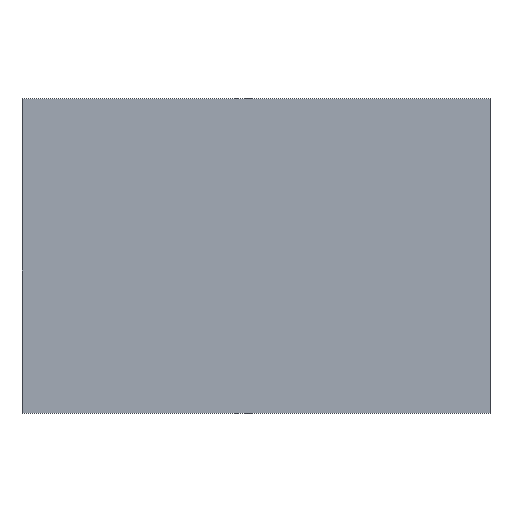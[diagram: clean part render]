
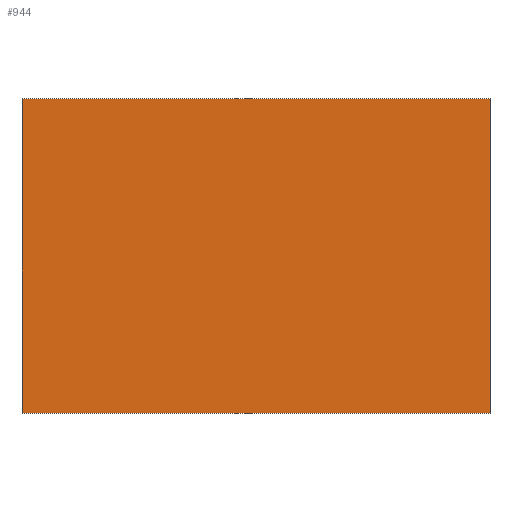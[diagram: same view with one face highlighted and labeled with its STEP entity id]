
A CAD part, top view. The second image highlights one B-rep face of the part: STEP entity #944.
In plain terms, the highlighted planar face has unit normal (0, 0, 1).
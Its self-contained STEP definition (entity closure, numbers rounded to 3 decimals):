
#111 = LINE ( 'NONE', #501, #1359 ) ;
#139 = EDGE_CURVE ( 'NONE', #792, #828, #111, .T. ) ;
#182 = VECTOR ( 'NONE', #954, 1000. ) ;
#187 = EDGE_CURVE ( 'NONE', #397, #792, #1534, .T. ) ;
#397 = VERTEX_POINT ( 'NONE', #967 ) ;
#432 = ORIENTED_EDGE ( 'NONE', *, *, #139, .T. ) ;
#501 = CARTESIAN_POINT ( 'NONE',  ( -1274.427, -682.194, 20. ) ) ;
#533 = DIRECTION ( 'NONE',  ( 0., -1., 0. ) ) ;
#636 = LINE ( 'NONE', #2613, #2051 ) ;
#773 = AXIS2_PLACEMENT_3D ( 'NONE', #838, #1667, #2084 ) ;
#792 = VERTEX_POINT ( 'NONE', #2546 ) ;
#828 = VERTEX_POINT ( 'NONE', #1652 ) ;
#838 = CARTESIAN_POINT ( 'NONE',  ( 0., 0., 20. ) ) ;
#944 = ADVANCED_FACE ( 'NONE', ( #1660 ), #1681, .T. ) ;
#954 = DIRECTION ( 'NONE',  ( 0., 1., 0. ) ) ;
#958 = CARTESIAN_POINT ( 'NONE',  ( -1274.427, 1361.806, 20. ) ) ;
#967 = CARTESIAN_POINT ( 'NONE',  ( -1274.427, 1361.806, 20. ) ) ;
#1072 = DIRECTION ( 'NONE',  ( -1., 0., 0. ) ) ;
#1118 = ORIENTED_EDGE ( 'NONE', *, *, #1409, .T. ) ;
#1133 = ORIENTED_EDGE ( 'NONE', *, *, #2418, .T. ) ;
#1225 = VECTOR ( 'NONE', #533, 1000. ) ;
#1350 = DIRECTION ( 'NONE',  ( 1., 0., 0. ) ) ;
#1359 = VECTOR ( 'NONE', #1350, 1000. ) ;
#1409 = EDGE_CURVE ( 'NONE', #828, #1891, #2596, .T. ) ;
#1534 = LINE ( 'NONE', #958, #1225 ) ;
#1652 = CARTESIAN_POINT ( 'NONE',  ( 1769.573, -682.194, 20. ) ) ;
#1660 = FACE_OUTER_BOUND ( 'NONE', #2419, .T. ) ;
#1667 = DIRECTION ( 'NONE',  ( 0., 0., 1. ) ) ;
#1681 = PLANE ( 'NONE',  #773 ) ;
#1711 = CARTESIAN_POINT ( 'NONE',  ( 1769.573, -682.194, 20. ) ) ;
#1810 = CARTESIAN_POINT ( 'NONE',  ( 1769.573, 1361.806, 20. ) ) ;
#1884 = ORIENTED_EDGE ( 'NONE', *, *, #187, .T. ) ;
#1891 = VERTEX_POINT ( 'NONE', #1810 ) ;
#2051 = VECTOR ( 'NONE', #1072, 1000. ) ;
#2084 = DIRECTION ( 'NONE',  ( 1., 0., 0. ) ) ;
#2418 = EDGE_CURVE ( 'NONE', #1891, #397, #636, .T. ) ;
#2419 = EDGE_LOOP ( 'NONE', ( #1133, #1884, #432, #1118 ) ) ;
#2546 = CARTESIAN_POINT ( 'NONE',  ( -1274.427, -682.194, 20. ) ) ;
#2596 = LINE ( 'NONE', #1711, #182 ) ;
#2613 = CARTESIAN_POINT ( 'NONE',  ( 1769.573, 1361.806, 20. ) ) ;
